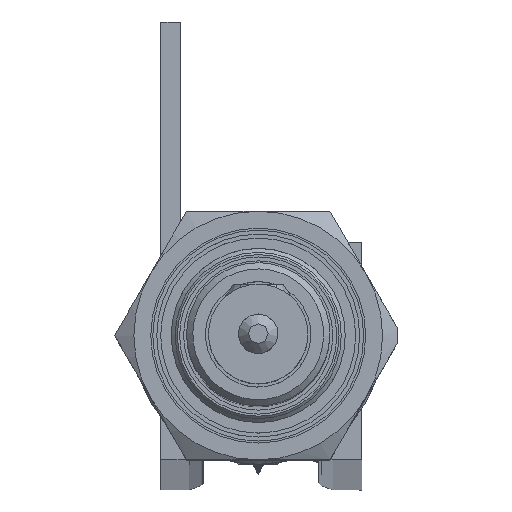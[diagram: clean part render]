
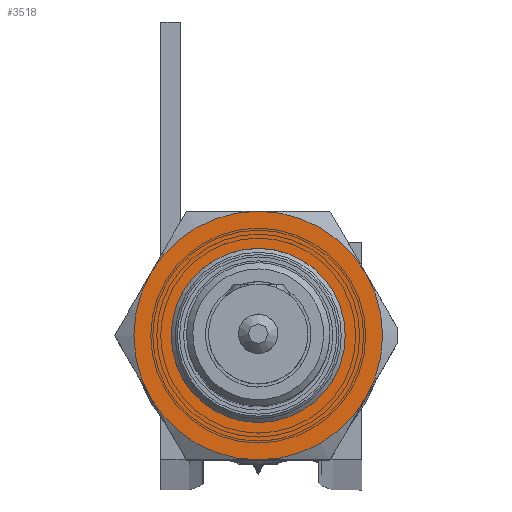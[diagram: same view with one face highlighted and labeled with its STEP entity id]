
A CAD part, top view. The second image highlights one B-rep face of the part: STEP entity #3518.
In plain terms, the highlighted face is planar.
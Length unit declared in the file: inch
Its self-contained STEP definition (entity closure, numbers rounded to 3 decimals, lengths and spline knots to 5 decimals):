
#856=PLANE('',#3970);
#996=FACE_BOUND('',#1482,.T.);
#1168=FACE_OUTER_BOUND('',#1481,.T.);
#1481=EDGE_LOOP('',(#2974,#2975,#2976,#2977,#2978,#2979));
#1482=EDGE_LOOP('',(#2980));
#1701=CIRCLE('',#3949,0.3125);
#1702=CIRCLE('',#3951,0.3125);
#1703=CIRCLE('',#3953,0.3125);
#1704=CIRCLE('',#3955,0.3125);
#1705=CIRCLE('',#3957,0.3125);
#1707=CIRCLE('',#3960,0.3125);
#1708=CIRCLE('',#3969,0.2025);
#1942=VERTEX_POINT('',#21859);
#1943=VERTEX_POINT('',#21863);
#1945=VERTEX_POINT('',#21870);
#1947=VERTEX_POINT('',#21880);
#1949=VERTEX_POINT('',#21893);
#1951=VERTEX_POINT('',#21903);
#1954=VERTEX_POINT('',#21934);
#2299=EDGE_CURVE('',#1942,#1943,#1701,.T.);
#2302=EDGE_CURVE('',#1945,#1942,#1702,.T.);
#2305=EDGE_CURVE('',#1947,#1945,#1703,.T.);
#2307=EDGE_CURVE('',#1949,#1947,#1704,.T.);
#2310=EDGE_CURVE('',#1951,#1949,#1705,.T.);
#2314=EDGE_CURVE('',#1943,#1951,#1707,.T.);
#2323=EDGE_CURVE('',#1954,#1954,#1708,.T.);
#2974=ORIENTED_EDGE('',*,*,#2314,.T.);
#2975=ORIENTED_EDGE('',*,*,#2310,.T.);
#2976=ORIENTED_EDGE('',*,*,#2307,.T.);
#2977=ORIENTED_EDGE('',*,*,#2305,.T.);
#2978=ORIENTED_EDGE('',*,*,#2302,.T.);
#2979=ORIENTED_EDGE('',*,*,#2299,.T.);
#2980=ORIENTED_EDGE('',*,*,#2323,.T.);
#3518=ADVANCED_FACE('',(#1168,#996),#856,.T.);
#3949=AXIS2_PLACEMENT_3D('',#21867,#4723,#4724);
#3951=AXIS2_PLACEMENT_3D('',#21877,#4727,#4728);
#3953=AXIS2_PLACEMENT_3D('',#21887,#4731,#4732);
#3955=AXIS2_PLACEMENT_3D('',#21894,#4735,#4736);
#3957=AXIS2_PLACEMENT_3D('',#21904,#4739,#4740);
#3960=AXIS2_PLACEMENT_3D('',#21915,#4745,#4746);
#3969=AXIS2_PLACEMENT_3D('',#21935,#4770,#4771);
#3970=AXIS2_PLACEMENT_3D('',#21936,#4772,#4773);
#4723=DIRECTION('center_axis',(-1.,0.,0.));
#4724=DIRECTION('ref_axis',(0.,1.,0.));
#4727=DIRECTION('center_axis',(-1.,0.,0.));
#4728=DIRECTION('ref_axis',(0.,1.,0.));
#4731=DIRECTION('center_axis',(-1.,0.,0.));
#4732=DIRECTION('ref_axis',(0.,1.,0.));
#4735=DIRECTION('center_axis',(-1.,0.,0.));
#4736=DIRECTION('ref_axis',(0.,1.,0.));
#4739=DIRECTION('center_axis',(-1.,0.,0.));
#4740=DIRECTION('ref_axis',(0.,1.,0.));
#4745=DIRECTION('center_axis',(-1.,0.,0.));
#4746=DIRECTION('ref_axis',(0.,1.,0.));
#4770=DIRECTION('center_axis',(1.,0.,0.));
#4771=DIRECTION('ref_axis',(0.,0.,-1.));
#4772=DIRECTION('center_axis',(-1.,0.,0.));
#4773=DIRECTION('ref_axis',(0.,0.,1.));
#21859=CARTESIAN_POINT('',(-0.29459,-0.15625,-0.27063));
#21863=CARTESIAN_POINT('',(-0.29459,-0.3125,0.));
#21867=CARTESIAN_POINT('Origin',(-0.29459,0.,0.));
#21870=CARTESIAN_POINT('',(-0.29459,0.15625,-0.27063));
#21877=CARTESIAN_POINT('Origin',(-0.29459,0.,0.));
#21880=CARTESIAN_POINT('',(-0.29459,0.3125,0.));
#21887=CARTESIAN_POINT('Origin',(-0.29459,0.,0.));
#21893=CARTESIAN_POINT('',(-0.29459,0.15625,0.27063));
#21894=CARTESIAN_POINT('Origin',(-0.29459,0.,0.));
#21903=CARTESIAN_POINT('',(-0.29459,-0.15625,0.27063));
#21904=CARTESIAN_POINT('Origin',(-0.29459,0.,0.));
#21915=CARTESIAN_POINT('Origin',(-0.29459,0.,0.));
#21934=CARTESIAN_POINT('',(-0.29459,0.2025,0.));
#21935=CARTESIAN_POINT('Origin',(-0.29459,0.,0.));
#21936=CARTESIAN_POINT('Origin',(-0.29459,0.49,0.));
